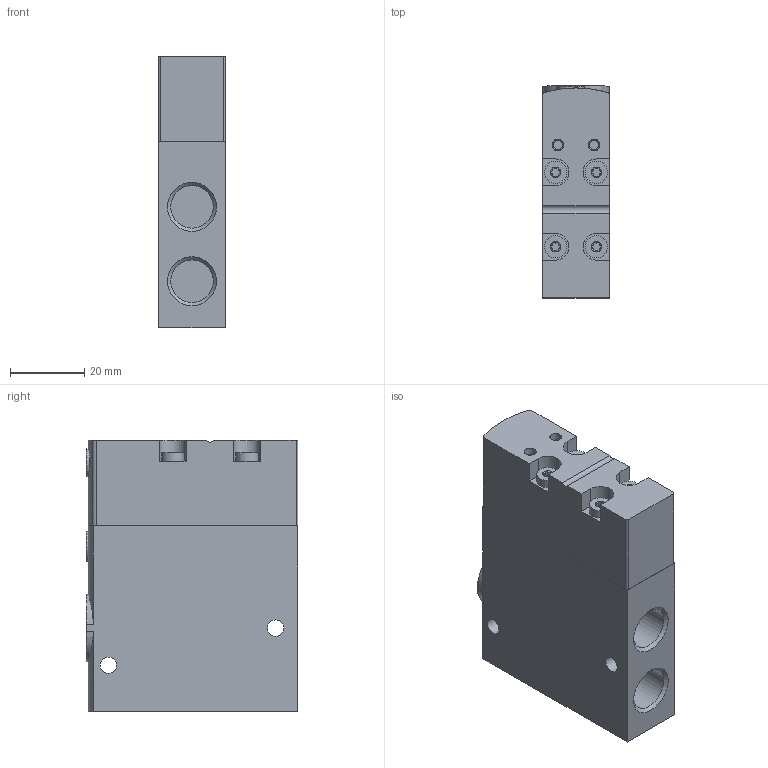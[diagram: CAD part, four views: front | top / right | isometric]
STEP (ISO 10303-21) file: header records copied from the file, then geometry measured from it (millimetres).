
FILE_DESCRIPTION(/* description */ ('STEP AP214'),/* implementation_level */ '2;1');
FILE_NAME(/* name */ '550166_CPE18-P1-3OLS-1_4',/* time_stamp */ '2024-08-06T20:49:37+02:00',/* author */ ('License CC BY-ND 4.0'),/* organization */ ('CADENAS'),/* preprocessor_version */ 'ST-DEVELOPER v19.3',/* originating_system */ 'PARTsolutions',/* authorisation */ ' ');
FILE_SCHEMA (('AUTOMOTIVE_DESIGN {1 0 10303 214 3 1 1}'));
Length unit declared in the file: millimetre
Products named in the file (3): 550166 CPE18-P1-3OLS-1/4; CPE18-...-3/2; CPV18-P1_
Assembly tree (2 placements, depth 2):
  550166 CPE18-P1-3OLS-1/4
    CPE18-...-3/2
    CPV18-P1_
Bounding box: 18 x 57 x 73 mm (x, y, z)
Volume: 68073.8 mm3; surface area: 17406.1 mm2
Topology: 2 solids, 2 shells, 159 faces, 370 edges, 236 vertices
Faces by surface type: cylinder 81, plane 45, cone 33
Full cylindrical faces by diameter (mm): 2.459 x2, 3.2 x4, 4.134 x2, 4.4 x2, 6 x4, 7.5 x1, 8 x1, 11.445 x3
Entity records: 4590 total; most frequent: CARTESIAN_POINT 1016, DIRECTION 730, ORIENTED_EDGE 682, EDGE_CURVE 341, AXIS2_PLACEMENT_3D 303, VERTEX_POINT 235, EDGE_LOOP 212, FACE_BOUND 212
